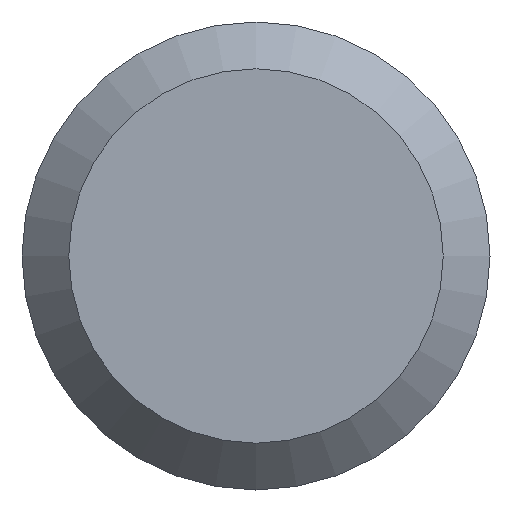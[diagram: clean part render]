
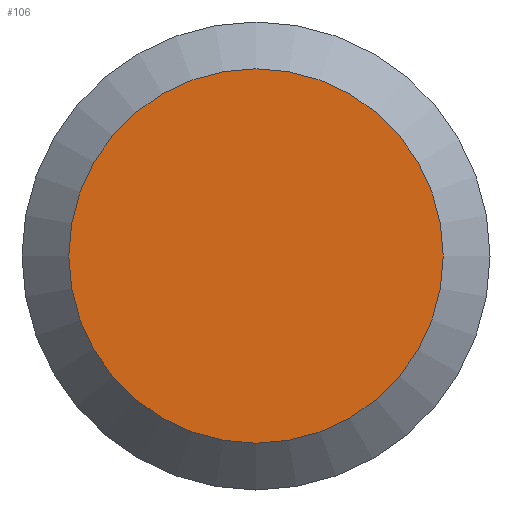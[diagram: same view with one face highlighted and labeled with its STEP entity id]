
A CAD part, left-side view. The second image highlights one B-rep face of the part: STEP entity #106.
In plain terms, the highlighted planar face has unit normal (-1, 0, 0).
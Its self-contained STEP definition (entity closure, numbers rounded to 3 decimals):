
#9 = DIRECTION ( 'NONE',  ( 0., 0., -1. ) ) ;
#17 = VERTEX_POINT ( 'NONE', #62 ) ;
#49 = CIRCLE ( 'NONE', #165, 2.24 ) ;
#62 = CARTESIAN_POINT ( 'NONE',  ( 0., 0., -2.24 ) ) ;
#68 = DIRECTION ( 'NONE',  ( -1., 0., 0. ) ) ;
#69 = AXIS2_PLACEMENT_3D ( 'NONE', #159, #115, #211 ) ;
#71 = FACE_OUTER_BOUND ( 'NONE', #129, .T. ) ;
#72 = PLANE ( 'NONE',  #69 ) ;
#106 = ADVANCED_FACE ( 'NONE', ( #71 ), #72, .F. ) ;
#115 = DIRECTION ( 'NONE',  ( 1., 0., 0. ) ) ;
#129 = EDGE_LOOP ( 'NONE', ( #153 ) ) ;
#139 = EDGE_CURVE ( 'NONE', #17, #17, #49, .T. ) ;
#152 = CARTESIAN_POINT ( 'NONE',  ( 0., 0., 0. ) ) ;
#153 = ORIENTED_EDGE ( 'NONE', *, *, #139, .T. ) ;
#159 = CARTESIAN_POINT ( 'NONE',  ( 0., 2.8, 0. ) ) ;
#165 = AXIS2_PLACEMENT_3D ( 'NONE', #152, #68, #9 ) ;
#211 = DIRECTION ( 'NONE',  ( 0., 0., -1. ) ) ;
